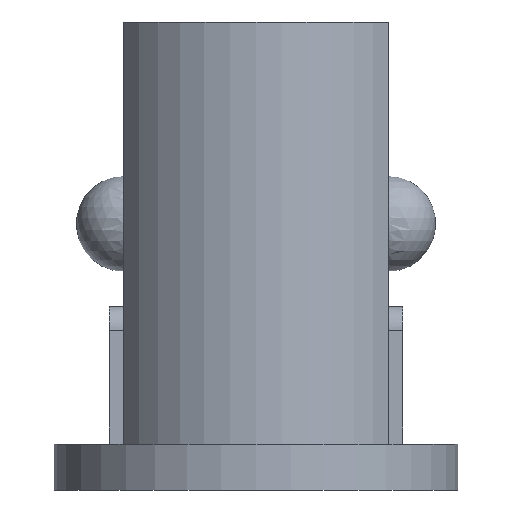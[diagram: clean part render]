
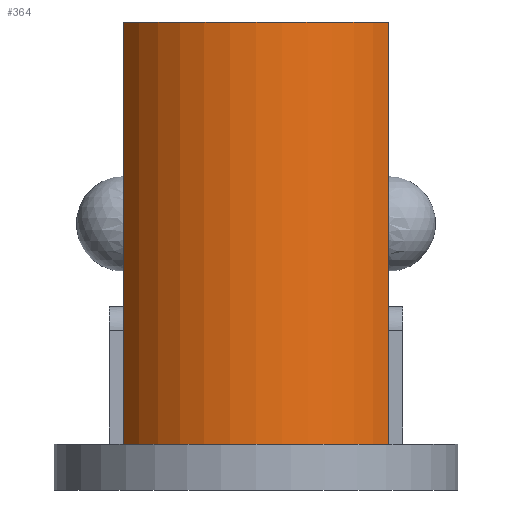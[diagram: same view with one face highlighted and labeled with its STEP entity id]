
A CAD part, front view. The second image highlights one B-rep face of the part: STEP entity #364.
In plain terms, the highlighted cylindrical face has radius 8.45 mm (diameter 16.9 mm), a partial arc.
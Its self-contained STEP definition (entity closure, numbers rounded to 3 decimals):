
#21=CYLINDRICAL_SURFACE('',#408,8.45);
#29=LINE('',#552,#64);
#44=LINE('',#593,#79);
#64=VECTOR('',#440,10.);
#79=VECTOR('',#473,10.);
#120=FACE_OUTER_BOUND('',#140,.T.);
#140=EDGE_LOOP('',(#303,#304,#305,#306));
#158=CIRCLE('',#409,8.45);
#159=CIRCLE('',#410,8.45);
#168=VERTEX_POINT('',#549);
#169=VERTEX_POINT('',#551);
#185=VERTEX_POINT('',#590);
#186=VERTEX_POINT('',#592);
#203=EDGE_CURVE('',#169,#168,#29,.T.);
#223=EDGE_CURVE('',#185,#186,#44,.T.);
#235=EDGE_CURVE('',#169,#185,#158,.T.);
#236=EDGE_CURVE('',#186,#168,#159,.T.);
#303=ORIENTED_EDGE('',*,*,#235,.F.);
#304=ORIENTED_EDGE('',*,*,#203,.T.);
#305=ORIENTED_EDGE('',*,*,#236,.F.);
#306=ORIENTED_EDGE('',*,*,#223,.F.);
#364=ADVANCED_FACE('',(#120),#21,.T.);
#408=AXIS2_PLACEMENT_3D('',#615,#495,#496);
#409=AXIS2_PLACEMENT_3D('',#616,#497,#498);
#410=AXIS2_PLACEMENT_3D('',#617,#499,#500);
#440=DIRECTION('',(0.,0.,1.));
#473=DIRECTION('',(0.,0.,1.));
#495=DIRECTION('center_axis',(0.,0.,1.));
#496=DIRECTION('ref_axis',(-1.,0.,0.));
#497=DIRECTION('center_axis',(0.,0.,-1.));
#498=DIRECTION('ref_axis',(-1.,0.,0.));
#499=DIRECTION('center_axis',(0.,0.,1.));
#500=DIRECTION('ref_axis',(-1.,0.,0.));
#549=CARTESIAN_POINT('',(7.229,-4.375,25.5));
#551=CARTESIAN_POINT('',(7.229,-4.375,2.5));
#552=CARTESIAN_POINT('',(7.229,-4.375,2.5));
#590=CARTESIAN_POINT('',(-7.229,-4.375,2.5));
#592=CARTESIAN_POINT('',(-7.229,-4.375,25.5));
#593=CARTESIAN_POINT('',(-7.229,-4.375,2.5));
#615=CARTESIAN_POINT('Origin',(0.,0.,2.5));
#616=CARTESIAN_POINT('Origin',(0.,0.,2.5));
#617=CARTESIAN_POINT('Origin',(0.,0.,25.5));
